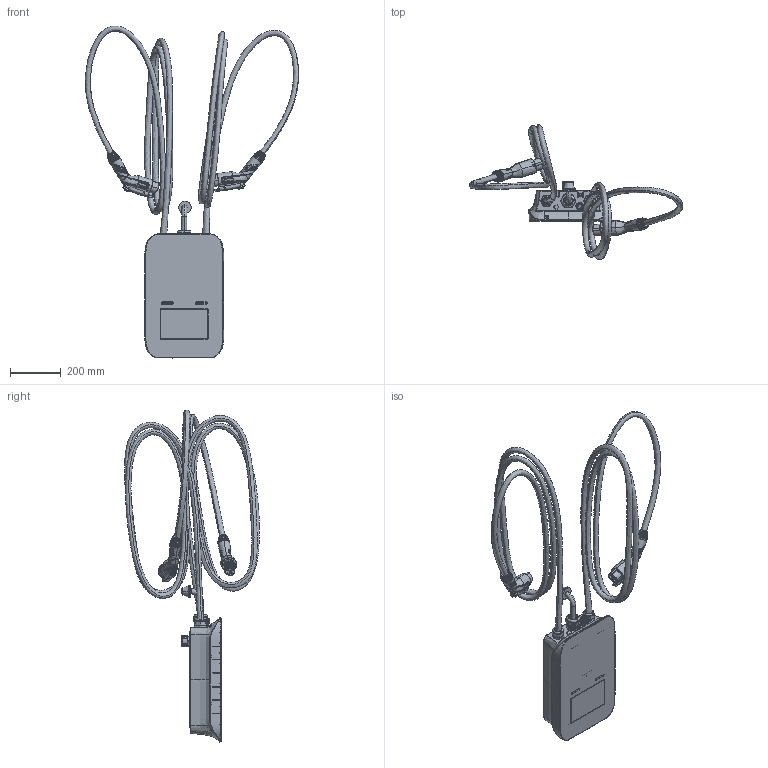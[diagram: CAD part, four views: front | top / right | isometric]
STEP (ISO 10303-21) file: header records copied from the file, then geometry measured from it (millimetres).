
FILE_DESCRIPTION (( 'STEP AP203' ), '1' );
FILE_NAME ('ORC5931-M01.STEP', '2025-01-23T20:39:46', ( '' ), ( '' ), 'SwSTEP 2.0', 'SolidWorks 2024', '' );
FILE_SCHEMA (( 'CONFIG_CONTROL_DESIGN' ));
Products named in the file (1): ORC5931-M01
Bounding box: 837.37 x 530.12 x 1304.02 mm (x, y, z)
Surface area: 1369768.3 mm2 (no closed solid volume)
Topology: 0 solids, 123 shells, 1120 faces, 4950 edges, 3801 vertices
Faces by surface type: bspline 453, plane 308, cylinder 246, cone 69, torus 30, sphere 14
Entity records: 185653 total; most frequent: CARTESIAN_POINT 154781, ORIENTED_EDGE 6757, EDGE_CURVE 4924, VERTEX_POINT 3791, DIRECTION 3501, B_SPLINE_CURVE_WITH_KNOTS 3213, EDGE_LOOP 1276, AXIS2_PLACEMENT_3D 1253
